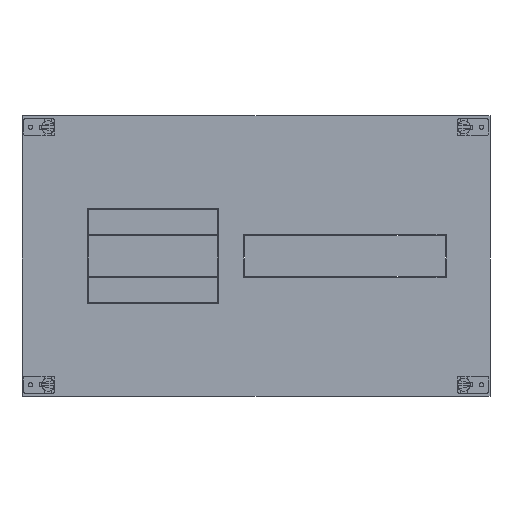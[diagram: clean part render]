
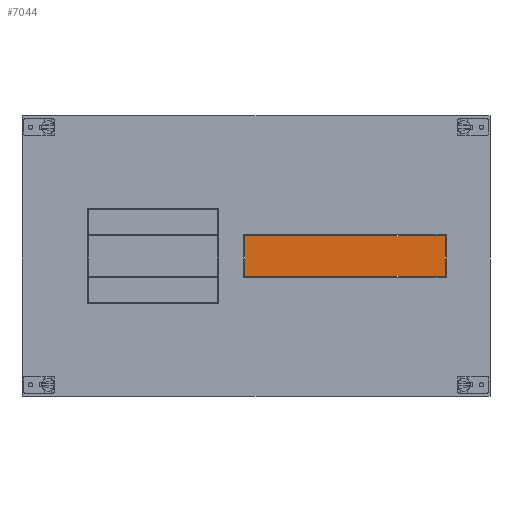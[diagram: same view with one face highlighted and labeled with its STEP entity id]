
A CAD part, top view. The second image highlights one B-rep face of the part: STEP entity #7044.
In plain terms, the highlighted planar face has unit normal (0, 0, 1).
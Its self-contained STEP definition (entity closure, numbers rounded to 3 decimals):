
#6929=DIRECTION('',(0.,-1.,0.));
#6930=VECTOR('',#6929,43.);
#6931=CARTESIAN_POINT('',(113.,46.5,1.));
#6932=LINE('',#6931,#6930);
#6936=DIRECTION('',(-1.,0.,0.));
#6937=VECTOR('',#6936,214.);
#6938=CARTESIAN_POINT('',(327.,46.5,1.));
#6939=LINE('',#6938,#6937);
#6943=DIRECTION('',(0.,1.,0.));
#6944=VECTOR('',#6943,43.);
#6945=CARTESIAN_POINT('',(327.,3.5,1.));
#6946=LINE('',#6945,#6944);
#6950=DIRECTION('',(1.,0.,0.));
#6951=VECTOR('',#6950,214.);
#6952=CARTESIAN_POINT('',(113.,3.5,1.));
#6953=LINE('',#6952,#6951);
#7013=CARTESIAN_POINT('',(113.,46.5,1.));
#7014=CARTESIAN_POINT('',(113.,3.5,1.));
#7015=VERTEX_POINT('',#7013);
#7016=VERTEX_POINT('',#7014);
#7017=CARTESIAN_POINT('',(327.,3.5,1.));
#7018=VERTEX_POINT('',#7017);
#7019=CARTESIAN_POINT('',(327.,46.5,1.));
#7020=VERTEX_POINT('',#7019);
#7029=CARTESIAN_POINT('',(0.,0.,1.));
#7030=DIRECTION('',(0.,0.,1.));
#7031=DIRECTION('',(1.,0.,0.));
#7032=AXIS2_PLACEMENT_3D('',#7029,#7030,#7031);
#7033=PLANE('',#7032);
#7035=ORIENTED_EDGE('',*,*,#7034,.F.);
#7037=ORIENTED_EDGE('',*,*,#7036,.F.);
#7039=ORIENTED_EDGE('',*,*,#7038,.F.);
#7041=ORIENTED_EDGE('',*,*,#7040,.F.);
#7042=EDGE_LOOP('',(#7035,#7037,#7039,#7041));
#7043=FACE_OUTER_BOUND('',#7042,.F.);
#7034=EDGE_CURVE('',#7015,#7016,#6932,.T.);
#7036=EDGE_CURVE('',#7020,#7015,#6939,.T.);
#7038=EDGE_CURVE('',#7018,#7020,#6946,.T.);
#7040=EDGE_CURVE('',#7016,#7018,#6953,.T.);
#7044=ADVANCED_FACE('',(#7043),#7033,.T.);
